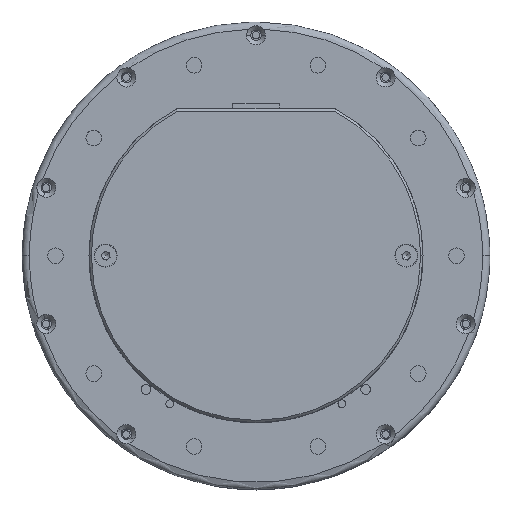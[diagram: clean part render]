
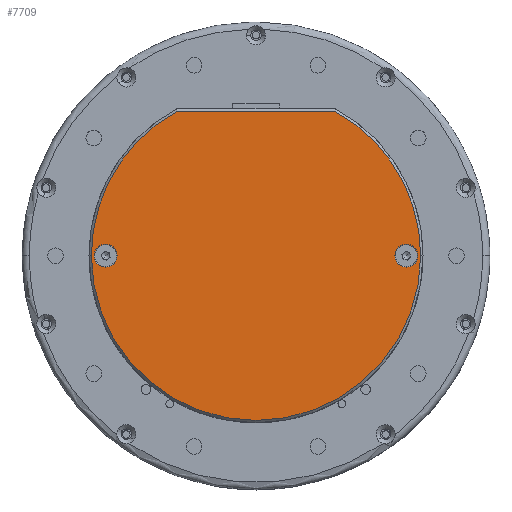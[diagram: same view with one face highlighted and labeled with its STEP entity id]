
A CAD part, top view. The second image highlights one B-rep face of the part: STEP entity #7709.
In plain terms, the highlighted planar face has unit normal (0, 0, 1).
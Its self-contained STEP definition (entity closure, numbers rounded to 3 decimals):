
#900 = VERTEX_POINT ( 'NONE', #30415 ) ;
#1008 = CARTESIAN_POINT ( 'NONE',  ( 0., 0., 44.9 ) ) ;
#1072 = ORIENTED_EDGE ( 'NONE', *, *, #36026, .F. ) ;
#2058 = EDGE_LOOP ( 'NONE', ( #32835, #1072 ) ) ;
#2434 = CARTESIAN_POINT ( 'NONE',  ( -31.5, 0., 44.9 ) ) ;
#3503 = VERTEX_POINT ( 'NONE', #16412 ) ;
#4278 = CARTESIAN_POINT ( 'NONE',  ( 31.5, 2.4, 44.9 ) ) ;
#5643 = DIRECTION ( 'NONE',  ( -1., 0., 0. ) ) ;
#6164 = EDGE_CURVE ( 'NONE', #13400, #3503, #13181, .T. ) ;
#7672 = DIRECTION ( 'NONE',  ( -1., 0., 0. ) ) ;
#7709 = ADVANCED_FACE ( 'NONE', ( #33611, #36875, #25299 ), #19150, .F. ) ;
#8791 = EDGE_CURVE ( 'NONE', #3503, #13400, #36684, .T. ) ;
#10090 = AXIS2_PLACEMENT_3D ( 'NONE', #28240, #36764, #7672 ) ;
#10155 = CIRCLE ( 'NONE', #32925, 2.4 ) ;
#10174 = VECTOR ( 'NONE', #5643, 1000. ) ;
#10680 = DIRECTION ( 'NONE',  ( 0., 0., -1. ) ) ;
#11357 = AXIS2_PLACEMENT_3D ( 'NONE', #1008, #21415, #18330 ) ;
#12135 = DIRECTION ( 'NONE',  ( -1., 0., 0. ) ) ;
#12741 = ORIENTED_EDGE ( 'NONE', *, *, #21332, .T. ) ;
#13111 = AXIS2_PLACEMENT_3D ( 'NONE', #14453, #16976, #31818 ) ;
#13170 = DIRECTION ( 'NONE',  ( 0., -1., 0. ) ) ;
#13181 = CIRCLE ( 'NONE', #18115, 2.4 ) ;
#13245 = DIRECTION ( 'NONE',  ( -1., 0., 0. ) ) ;
#13396 = ORIENTED_EDGE ( 'NONE', *, *, #28488, .T. ) ;
#13400 = VERTEX_POINT ( 'NONE', #13510 ) ;
#13510 = CARTESIAN_POINT ( 'NONE',  ( -31.5, 2.4, 44.9 ) ) ;
#13544 = VERTEX_POINT ( 'NONE', #31828 ) ;
#14453 = CARTESIAN_POINT ( 'NONE',  ( 0., 0., 44.9 ) ) ;
#14980 = CARTESIAN_POINT ( 'NONE',  ( 34.5, 0., 44.9 ) ) ;
#16134 = DIRECTION ( 'NONE',  ( 0., 0., 1. ) ) ;
#16412 = CARTESIAN_POINT ( 'NONE',  ( -31.5, -2.4, 44.9 ) ) ;
#16976 = DIRECTION ( 'NONE',  ( 0., 0., 1. ) ) ;
#17568 = LINE ( 'NONE', #24113, #10174 ) ;
#17959 = ORIENTED_EDGE ( 'NONE', *, *, #6164, .T. ) ;
#18115 = AXIS2_PLACEMENT_3D ( 'NONE', #31309, #28217, #27658 ) ;
#18124 = EDGE_LOOP ( 'NONE', ( #12741, #13396, #27815, #23799 ) ) ;
#18330 = DIRECTION ( 'NONE',  ( -1., 0., 0. ) ) ;
#18527 = CARTESIAN_POINT ( 'NONE',  ( 31.5, -2.4, 44.9 ) ) ;
#18571 = VERTEX_POINT ( 'NONE', #37228 ) ;
#19150 = PLANE ( 'NONE',  #23786 ) ;
#19736 = DIRECTION ( 'NONE',  ( 0., 0., -1. ) ) ;
#21332 = EDGE_CURVE ( 'NONE', #18571, #13544, #27936, .T. ) ;
#21415 = DIRECTION ( 'NONE',  ( 0., 0., 1. ) ) ;
#21786 = EDGE_CURVE ( 'NONE', #27793, #900, #29172, .T. ) ;
#22259 = EDGE_CURVE ( 'NONE', #900, #18571, #17568, .T. ) ;
#22427 = ORIENTED_EDGE ( 'NONE', *, *, #8791, .T. ) ;
#23786 = AXIS2_PLACEMENT_3D ( 'NONE', #37063, #10680, #13170 ) ;
#23799 = ORIENTED_EDGE ( 'NONE', *, *, #22259, .T. ) ;
#24113 = CARTESIAN_POINT ( 'NONE',  ( 0., 30.3, 44.9 ) ) ;
#24722 = EDGE_CURVE ( 'NONE', #32786, #35726, #35306, .T. ) ;
#25137 = DIRECTION ( 'NONE',  ( -1., 0., 0. ) ) ;
#25299 = FACE_BOUND ( 'NONE', #28195, .T. ) ;
#26551 = CARTESIAN_POINT ( 'NONE',  ( 31.5, 0., 44.9 ) ) ;
#26821 = AXIS2_PLACEMENT_3D ( 'NONE', #2434, #19736, #25137 ) ;
#27658 = DIRECTION ( 'NONE',  ( -1., 0., 0. ) ) ;
#27793 = VERTEX_POINT ( 'NONE', #14980 ) ;
#27815 = ORIENTED_EDGE ( 'NONE', *, *, #21786, .T. ) ;
#27936 = CIRCLE ( 'NONE', #11357, 34.5 ) ;
#28195 = EDGE_LOOP ( 'NONE', ( #17959, #22427 ) ) ;
#28217 = DIRECTION ( 'NONE',  ( 0., 0., -1. ) ) ;
#28240 = CARTESIAN_POINT ( 'NONE',  ( 31.5, 0., 44.9 ) ) ;
#28488 = EDGE_CURVE ( 'NONE', #13544, #27793, #34666, .T. ) ;
#29172 = CIRCLE ( 'NONE', #31023, 34.5 ) ;
#29250 = DIRECTION ( 'NONE',  ( 0., 0., 1. ) ) ;
#30415 = CARTESIAN_POINT ( 'NONE',  ( 16.497, 30.3, 44.9 ) ) ;
#31023 = AXIS2_PLACEMENT_3D ( 'NONE', #34057, #16134, #13245 ) ;
#31309 = CARTESIAN_POINT ( 'NONE',  ( -31.5, 0., 44.9 ) ) ;
#31818 = DIRECTION ( 'NONE',  ( -1., 0., 0. ) ) ;
#31828 = CARTESIAN_POINT ( 'NONE',  ( -34.5, 0., 44.9 ) ) ;
#32786 = VERTEX_POINT ( 'NONE', #18527 ) ;
#32835 = ORIENTED_EDGE ( 'NONE', *, *, #24722, .F. ) ;
#32925 = AXIS2_PLACEMENT_3D ( 'NONE', #26551, #29250, #12135 ) ;
#33611 = FACE_BOUND ( 'NONE', #2058, .T. ) ;
#34057 = CARTESIAN_POINT ( 'NONE',  ( 0., 0., 44.9 ) ) ;
#34666 = CIRCLE ( 'NONE', #13111, 34.5 ) ;
#35306 = CIRCLE ( 'NONE', #10090, 2.4 ) ;
#35726 = VERTEX_POINT ( 'NONE', #4278 ) ;
#36026 = EDGE_CURVE ( 'NONE', #35726, #32786, #10155, .T. ) ;
#36684 = CIRCLE ( 'NONE', #26821, 2.4 ) ;
#36764 = DIRECTION ( 'NONE',  ( 0., 0., 1. ) ) ;
#36875 = FACE_OUTER_BOUND ( 'NONE', #18124, .T. ) ;
#37063 = CARTESIAN_POINT ( 'NONE',  ( 0., 0., 44.9 ) ) ;
#37228 = CARTESIAN_POINT ( 'NONE',  ( -16.497, 30.3, 44.9 ) ) ;
